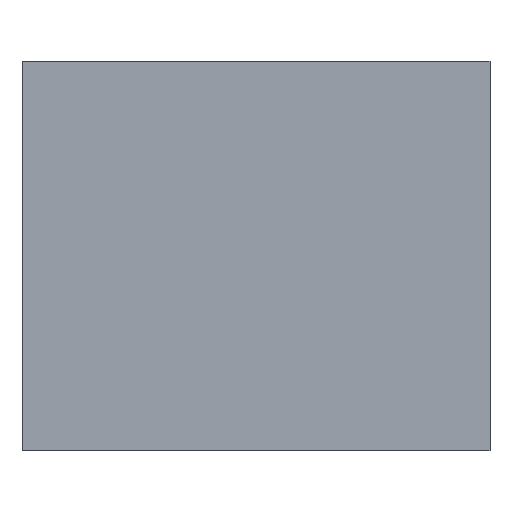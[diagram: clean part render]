
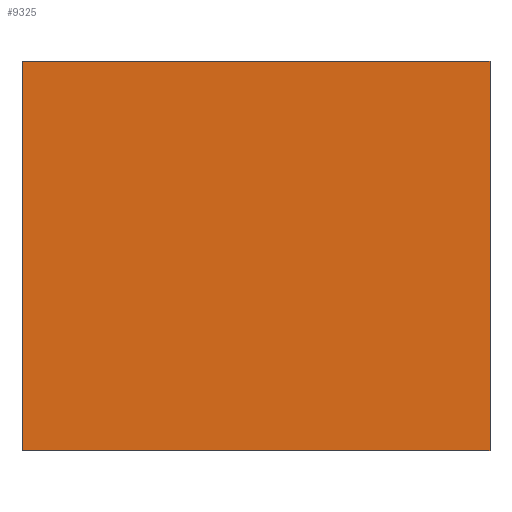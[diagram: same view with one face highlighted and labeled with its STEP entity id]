
A CAD part, left-side view. The second image highlights one B-rep face of the part: STEP entity #9325.
In plain terms, the highlighted planar face has unit normal (-1, 0, 0).
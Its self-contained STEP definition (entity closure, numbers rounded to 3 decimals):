
#1610=ORIENTED_EDGE('',*,*,#3764,.F.);
#1611=ORIENTED_EDGE('',*,*,#3770,.F.);
#1612=ORIENTED_EDGE('',*,*,#3768,.F.);
#1613=ORIENTED_EDGE('',*,*,#3766,.F.);
#3764=EDGE_CURVE('',#4948,#4949,#5962,.T.);
#3766=EDGE_CURVE('',#4949,#4950,#5964,.T.);
#3768=EDGE_CURVE('',#4950,#4951,#5966,.T.);
#3770=EDGE_CURVE('',#4951,#4948,#5968,.T.);
#4948=VERTEX_POINT('',#16278);
#4949=VERTEX_POINT('',#16280);
#4950=VERTEX_POINT('',#16284);
#4951=VERTEX_POINT('',#16288);
#5962=LINE('',#16279,#7096);
#5964=LINE('',#16283,#7098);
#5966=LINE('',#16287,#7100);
#5968=LINE('',#16291,#7102);
#7096=VECTOR('',#13552,1000.);
#7098=VECTOR('',#13556,1000.);
#7100=VECTOR('',#13560,1000.);
#7102=VECTOR('',#13564,1000.);
#7944=EDGE_LOOP('',(#1610,#1611,#1612,#1613));
#8444=FACE_BOUND('',#7944,.T.);
#8892=PLANE('',#11995);
#9325=ADVANCED_FACE('',(#8444),#8892,.F.);
#11995=AXIS2_PLACEMENT_3D('',#16292,#13565,#13566);
#13552=DIRECTION('',(0.,-1.,0.));
#13556=DIRECTION('',(0.,0.,-1.));
#13560=DIRECTION('',(0.,1.,0.));
#13564=DIRECTION('',(0.,0.,1.));
#13565=DIRECTION('',(1.,0.,0.));
#13566=DIRECTION('',(0.,1.,0.));
#16278=CARTESIAN_POINT('',(0.,1.5,1.25));
#16279=CARTESIAN_POINT('',(0.,1.5,1.25));
#16280=CARTESIAN_POINT('',(0.,-1.5,1.25));
#16283=CARTESIAN_POINT('',(0.,-1.5,1.25));
#16284=CARTESIAN_POINT('',(0.,-1.5,-1.25));
#16287=CARTESIAN_POINT('',(0.,-1.5,-1.25));
#16288=CARTESIAN_POINT('',(0.,1.5,-1.25));
#16291=CARTESIAN_POINT('',(0.,1.5,-1.25));
#16292=CARTESIAN_POINT('',(0.,0.,0.));
